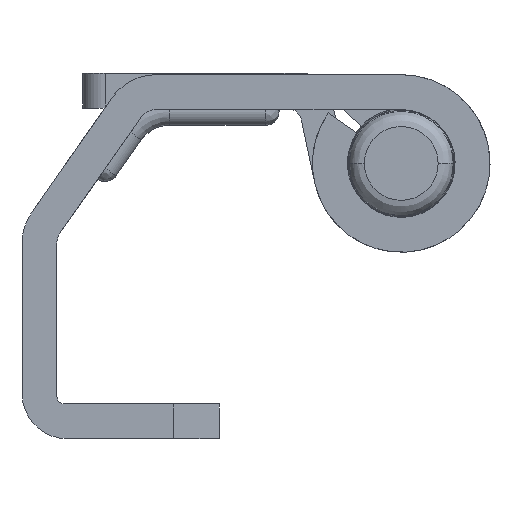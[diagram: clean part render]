
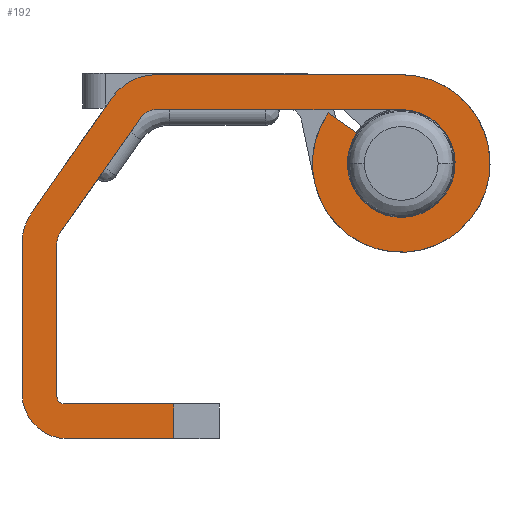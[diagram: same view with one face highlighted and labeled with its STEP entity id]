
A CAD part, front view. The second image highlights one B-rep face of the part: STEP entity #192.
In plain terms, the highlighted planar face has unit normal (0, -1, 0).
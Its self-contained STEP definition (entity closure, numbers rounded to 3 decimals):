
#192=ADVANCED_FACE('',(#473),#4614,.T.);
#473=FACE_OUTER_BOUND('',#764,.T.);
#764=EDGE_LOOP('',(#1400,#1401,#1402,#1403,#1404,#1405,#1406,#1407,#1408,
#1409,#1410,#1411,#1412,#1413,#1414,#1415,#1416,#1417));
#1400=ORIENTED_EDGE('',*,*,#2570,.F.);
#1401=ORIENTED_EDGE('',*,*,#2722,.F.);
#1402=ORIENTED_EDGE('',*,*,#2567,.F.);
#1403=ORIENTED_EDGE('',*,*,#2725,.F.);
#1404=ORIENTED_EDGE('',*,*,#2564,.F.);
#1405=ORIENTED_EDGE('',*,*,#2732,.F.);
#1406=ORIENTED_EDGE('',*,*,#2560,.F.);
#1407=ORIENTED_EDGE('',*,*,#2593,.F.);
#1408=ORIENTED_EDGE('',*,*,#2590,.F.);
#1409=ORIENTED_EDGE('',*,*,#2587,.F.);
#1410=ORIENTED_EDGE('',*,*,#2584,.F.);
#1411=ORIENTED_EDGE('',*,*,#2713,.F.);
#1412=ORIENTED_EDGE('',*,*,#2581,.F.);
#1413=ORIENTED_EDGE('',*,*,#2728,.F.);
#1414=ORIENTED_EDGE('',*,*,#2578,.F.);
#1415=ORIENTED_EDGE('',*,*,#2719,.F.);
#1416=ORIENTED_EDGE('',*,*,#2575,.F.);
#1417=ORIENTED_EDGE('',*,*,#2997,.F.);
#2560=EDGE_CURVE('',#4224,#4322,#3190,.T.);
#2564=EDGE_CURVE('',#4324,#4314,#3194,.T.);
#2567=EDGE_CURVE('',#4316,#4310,#3197,.T.);
#2570=EDGE_CURVE('',#4312,#4491,#3200,.T.);
#2575=EDGE_CURVE('',#4493,#4306,#3205,.T.);
#2578=EDGE_CURVE('',#4308,#4318,#3208,.T.);
#2581=EDGE_CURVE('',#4320,#4298,#3211,.T.);
#2584=EDGE_CURVE('',#4299,#4226,#3214,.T.);
#2587=EDGE_CURVE('',#4226,#4228,#3632,.T.);
#2590=EDGE_CURVE('',#4228,#4230,#3217,.T.);
#2593=EDGE_CURVE('',#4230,#4224,#3634,.T.);
#2713=EDGE_CURVE('',#4298,#4299,#3664,.T.);
#2719=EDGE_CURVE('',#4306,#4308,#3668,.T.);
#2722=EDGE_CURVE('',#4310,#4312,#3670,.T.);
#2725=EDGE_CURVE('',#4314,#4316,#3672,.T.);
#2728=EDGE_CURVE('',#4318,#4320,#3674,.T.);
#2732=EDGE_CURVE('',#4322,#4324,#3676,.T.);
#2997=EDGE_CURVE('',#4491,#4493,#3367,.T.);
#3190=B_SPLINE_CURVE_WITH_KNOTS('',1,(#29495,#29496),.UNSPECIFIED.,.F.,
 .F.,(2,2),(-132.661,-116.497),.UNSPECIFIED.);
#3194=B_SPLINE_CURVE_WITH_KNOTS('',1,(#29503,#29504),.UNSPECIFIED.,.F.,
 .F.,(2,2),(-115.248,-105.966),.UNSPECIFIED.);
#3197=B_SPLINE_CURVE_WITH_KNOTS('',1,(#29509,#29510),.UNSPECIFIED.,.F.,
 .F.,(2,2),(-105.209,-95.112),.UNSPECIFIED.);
#3200=B_SPLINE_CURVE_WITH_KNOTS('',1,(#29515,#29516),.UNSPECIFIED.,.F.,
 .F.,(2,2),(-94.112,-86.912),.UNSPECIFIED.);
#3205=B_SPLINE_CURVE_WITH_KNOTS('',1,(#29525,#29526),.UNSPECIFIED.,.F.,
 .F.,(2,2),(-78.612,-71.612),.UNSPECIFIED.);
#3208=B_SPLINE_CURVE_WITH_KNOTS('',1,(#29531,#29532),.UNSPECIFIED.,.F.,
 .F.,(2,2),(-65.612,-55.716),.UNSPECIFIED.);
#3211=B_SPLINE_CURVE_WITH_KNOTS('',1,(#29537,#29538),.UNSPECIFIED.,.F.,
 .F.,(2,2),(-53.509,-44.226),.UNSPECIFIED.);
#3214=B_SPLINE_CURVE_WITH_KNOTS('',1,(#29543,#29544),.UNSPECIFIED.,.F.,
 .F.,(2,2),(-40.582,-24.406),.UNSPECIFIED.);
#3217=B_SPLINE_CURVE_WITH_KNOTS('',1,(#29557,#29558),.UNSPECIFIED.,.F.,
 .F.,(2,2),(6.703,9.003),.UNSPECIFIED.);
#3367=B_SPLINE_CURVE_WITH_KNOTS('',1,(#32302,#32303),.UNSPECIFIED.,.F.,
 .F.,(2,2),(0.,2.3),.UNSPECIFIED.);
#3632=TRIMMED_CURVE($,#3910,(#29550),(#29551),.T.,.CARTESIAN.);
#3634=TRIMMED_CURVE($,#3912,(#29564),(#29565),.T.,.CARTESIAN.);
#3664=TRIMMED_CURVE($,#3942,(#30953),(#30954),.T.,.CARTESIAN.);
#3668=TRIMMED_CURVE($,#3946,(#30969),(#30970),.T.,.CARTESIAN.);
#3670=TRIMMED_CURVE($,#3948,(#30977),(#30978),.T.,.CARTESIAN.);
#3672=TRIMMED_CURVE($,#3950,(#30985),(#30986),.T.,.CARTESIAN.);
#3674=TRIMMED_CURVE($,#3952,(#30993),(#30994),.T.,.CARTESIAN.);
#3676=TRIMMED_CURVE($,#3954,(#31003),(#31004),.T.,.CARTESIAN.);
#3910=CIRCLE('',#5000,5.85);
#3912=CIRCLE('',#5002,3.55);
#3942=CIRCLE('',#5032,3.5);
#3946=CIRCLE('',#5036,3.);
#3948=CIRCLE('',#5038,0.5);
#3950=CIRCLE('',#5040,1.2);
#3952=CIRCLE('',#5042,3.5);
#3954=CIRCLE('',#5044,1.2);
#4224=VERTEX_POINT('',#29085);
#4226=VERTEX_POINT('',#29087);
#4228=VERTEX_POINT('',#29089);
#4230=VERTEX_POINT('',#29091);
#4298=VERTEX_POINT('',#29159);
#4299=VERTEX_POINT('',#29160);
#4306=VERTEX_POINT('',#29167);
#4308=VERTEX_POINT('',#29169);
#4310=VERTEX_POINT('',#29171);
#4312=VERTEX_POINT('',#29173);
#4314=VERTEX_POINT('',#29175);
#4316=VERTEX_POINT('',#29177);
#4318=VERTEX_POINT('',#29179);
#4320=VERTEX_POINT('',#29181);
#4322=VERTEX_POINT('',#29183);
#4324=VERTEX_POINT('',#29185);
#4491=VERTEX_POINT('',#29352);
#4493=VERTEX_POINT('',#29354);
#4614=PLANE('',#4961);
#4961=AXIS2_PLACEMENT_3D('',#28410,#5430,$);
#5000=AXIS2_PLACEMENT_3D($,#29549,#5489,#5490);
#5002=AXIS2_PLACEMENT_3D($,#29563,#5493,#5494);
#5032=AXIS2_PLACEMENT_3D($,#30952,#5553,#5554);
#5036=AXIS2_PLACEMENT_3D($,#30968,#5561,#5562);
#5038=AXIS2_PLACEMENT_3D($,#30976,#5565,#5566);
#5040=AXIS2_PLACEMENT_3D($,#30984,#5569,#5570);
#5042=AXIS2_PLACEMENT_3D($,#30992,#5573,#5574);
#5044=AXIS2_PLACEMENT_3D($,#31002,#5577,#5578);
#5430=DIRECTION('',(0.,-1.,0.));
#5489=DIRECTION('',(0.,1.,0.));
#5490=DIRECTION('',(0.,0.,1.));
#5493=DIRECTION('',(0.,-1.,0.));
#5494=DIRECTION('',(-0.822,0.,0.569));
#5553=DIRECTION('',(0.,1.,0.));
#5554=DIRECTION('',(-0.819,0.,0.574));
#5561=DIRECTION('',(0.,1.,0.));
#5562=DIRECTION('',(0.,0.,-1.));
#5565=DIRECTION('',(0.,-1.,0.));
#5566=DIRECTION('',(-1.,0.,0.));
#5569=DIRECTION('',(0.,-1.,0.));
#5570=DIRECTION('',(-0.819,0.,0.574));
#5573=DIRECTION('',(0.,1.,0.));
#5574=DIRECTION('',(-1.,0.,0.));
#5577=DIRECTION('',(0.,-1.,0.));
#5578=DIRECTION('',(0.,0.,1.));
#28410=CARTESIAN_POINT('',(35.567,-37.4,-3.884));
#29085=CARTESIAN_POINT('',(25.849,-37.4,20.816));
#29087=CARTESIAN_POINT('',(25.861,-37.4,23.116));
#29089=CARTESIAN_POINT('',(21.051,-37.4,20.596));
#29091=CARTESIAN_POINT('',(22.942,-37.4,19.286));
#29159=CARTESIAN_POINT('',(6.818,-37.4,21.624));
#29160=CARTESIAN_POINT('',(9.685,-37.4,23.116));
#29167=CARTESIAN_POINT('',(3.861,-37.4,-0.884));
#29169=CARTESIAN_POINT('',(0.861,-37.4,2.116));
#29171=CARTESIAN_POINT('',(3.161,-37.4,1.916));
#29173=CARTESIAN_POINT('',(3.661,-37.4,1.416));
#29175=CARTESIAN_POINT('',(3.378,-37.4,12.701));
#29177=CARTESIAN_POINT('',(3.161,-37.4,12.013));
#29179=CARTESIAN_POINT('',(0.861,-37.4,12.012));
#29181=CARTESIAN_POINT('',(1.494,-37.4,14.02));
#29183=CARTESIAN_POINT('',(9.685,-37.4,20.816));
#29185=CARTESIAN_POINT('',(8.702,-37.4,20.304));
#29352=CARTESIAN_POINT('',(10.861,-37.4,1.416));
#29354=CARTESIAN_POINT('',(10.861,-37.4,-0.884));
#29495=CARTESIAN_POINT('',(25.849,-37.4,20.816));
#29496=CARTESIAN_POINT('',(9.685,-37.4,20.816));
#29503=CARTESIAN_POINT('',(8.702,-37.4,20.304));
#29504=CARTESIAN_POINT('',(3.378,-37.4,12.701));
#29509=CARTESIAN_POINT('',(3.161,-37.4,12.013));
#29510=CARTESIAN_POINT('',(3.161,-37.4,1.916));
#29515=CARTESIAN_POINT('',(3.661,-37.4,1.416));
#29516=CARTESIAN_POINT('',(10.861,-37.4,1.416));
#29525=CARTESIAN_POINT('',(10.861,-37.4,-0.884));
#29526=CARTESIAN_POINT('',(3.861,-37.4,-0.884));
#29531=CARTESIAN_POINT('',(0.861,-37.4,2.116));
#29532=CARTESIAN_POINT('',(0.861,-37.4,12.012));
#29537=CARTESIAN_POINT('',(1.494,-37.4,14.02));
#29538=CARTESIAN_POINT('',(6.818,-37.4,21.624));
#29543=CARTESIAN_POINT('',(9.685,-37.4,23.116));
#29544=CARTESIAN_POINT('',(25.861,-37.4,23.116));
#29549=CARTESIAN_POINT('',(25.861,-37.4,17.266));
#29550=CARTESIAN_POINT('',(25.861,-37.4,23.116));
#29551=CARTESIAN_POINT('',(21.051,-37.4,20.596));
#29557=CARTESIAN_POINT('',(21.051,-37.4,20.596));
#29558=CARTESIAN_POINT('',(22.942,-37.4,19.286));
#29563=CARTESIAN_POINT('',(25.861,-37.4,17.266));
#29564=CARTESIAN_POINT('',(22.942,-37.4,19.286));
#29565=CARTESIAN_POINT('',(25.849,-37.4,20.816));
#30952=CARTESIAN_POINT('',(9.685,-37.4,19.616));
#30953=CARTESIAN_POINT('',(6.818,-37.4,21.624));
#30954=CARTESIAN_POINT('',(9.685,-37.4,23.116));
#30968=CARTESIAN_POINT('',(3.861,-37.4,2.116));
#30969=CARTESIAN_POINT('',(3.861,-37.4,-0.884));
#30970=CARTESIAN_POINT('',(0.861,-37.4,2.116));
#30976=CARTESIAN_POINT('',(3.661,-37.4,1.916));
#30977=CARTESIAN_POINT('',(3.161,-37.4,1.916));
#30978=CARTESIAN_POINT('',(3.661,-37.4,1.416));
#30984=CARTESIAN_POINT('',(4.361,-37.4,12.013));
#30985=CARTESIAN_POINT('',(3.378,-37.4,12.701));
#30986=CARTESIAN_POINT('',(3.161,-37.4,12.013));
#30992=CARTESIAN_POINT('',(4.361,-37.4,12.012));
#30993=CARTESIAN_POINT('',(0.861,-37.4,12.012));
#30994=CARTESIAN_POINT('',(1.494,-37.4,14.02));
#31002=CARTESIAN_POINT('',(9.685,-37.4,19.616));
#31003=CARTESIAN_POINT('',(9.685,-37.4,20.816));
#31004=CARTESIAN_POINT('',(8.702,-37.4,20.304));
#32302=CARTESIAN_POINT('',(10.861,-37.4,1.416));
#32303=CARTESIAN_POINT('',(10.861,-37.4,-0.884));
